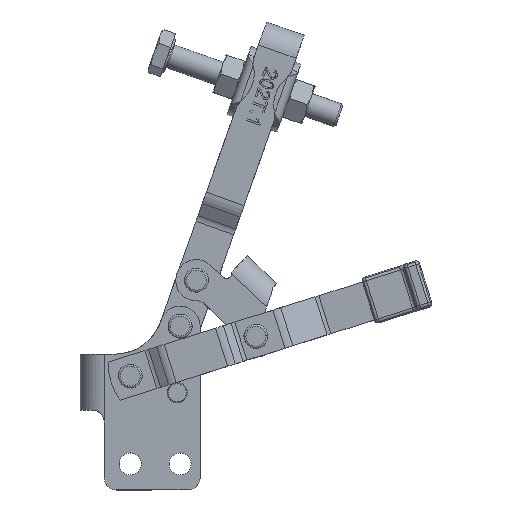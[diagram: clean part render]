
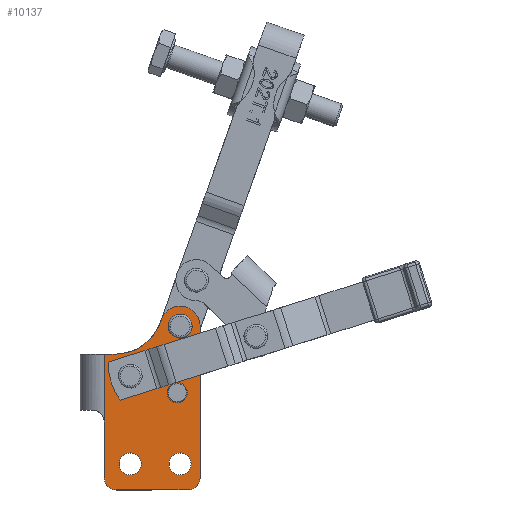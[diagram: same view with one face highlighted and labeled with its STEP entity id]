
A CAD part, top view. The second image highlights one B-rep face of the part: STEP entity #10137.
In plain terms, the highlighted planar face has unit normal (0, 0, 1).
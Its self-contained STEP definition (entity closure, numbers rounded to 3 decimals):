
#1067=CARTESIAN_POINT('',(-8.803,6.297,3.));
#1068=VERTEX_POINT('',#1067);
#1077=CARTESIAN_POINT('',(-3.803,6.297,3.));
#1078=VERTEX_POINT('',#1077);
#1079=CARTESIAN_POINT('',(-6.303,6.297,3.));
#1080=DIRECTION('',(0.0,0.0,-1.0));
#1081=DIRECTION('',(1.0,0.0,0.0));
#1082=AXIS2_PLACEMENT_3D('',#1079,#1080,#1081);
#1083=CIRCLE('',#1082,2.5);
#1084=EDGE_CURVE('',#1078,#1068,#1083,.T.);
#2674=CARTESIAN_POINT('',(-5.596,25.942,3.));
#2675=VERTEX_POINT('',#2674);
#2692=CARTESIAN_POINT('',(-5.596,19.942,3.));
#2693=VERTEX_POINT('',#2692);
#2700=CARTESIAN_POINT('',(-5.596,22.942,3.));
#2701=DIRECTION('',(0.0,0.0,-1.0));
#2702=DIRECTION('',(0.0,1.0,0.0));
#2703=AXIS2_PLACEMENT_3D('',#2700,#2701,#2702);
#2704=CIRCLE('',#2703,3.);
#2705=EDGE_CURVE('',#2675,#2693,#2704,.T.);
#4039=CARTESIAN_POINT('',(-15.346,-11.558,3.));
#4040=VERTEX_POINT('',#4039);
#4056=CARTESIAN_POINT('',(-20.846,-11.558,3.));
#4057=VERTEX_POINT('',#4056);
#4064=CARTESIAN_POINT('',(-18.096,-11.558,3.));
#4065=DIRECTION('',(0.0,0.0,-1.0));
#4066=DIRECTION('',(1.0,0.0,0.0));
#4067=AXIS2_PLACEMENT_3D('',#4064,#4065,#4066);
#4068=CIRCLE('',#4067,2.75);
#4069=EDGE_CURVE('',#4040,#4057,#4068,.T.);
#4165=CARTESIAN_POINT('',(-2.846,-11.558,3.));
#4166=VERTEX_POINT('',#4165);
#4182=CARTESIAN_POINT('',(-8.346,-11.558,3.));
#4183=VERTEX_POINT('',#4182);
#4190=CARTESIAN_POINT('',(-5.596,-11.558,3.));
#4191=DIRECTION('',(0.0,0.0,-1.0));
#4192=DIRECTION('',(1.0,0.0,0.0));
#4193=AXIS2_PLACEMENT_3D('',#4190,#4191,#4192);
#4194=CIRCLE('',#4193,2.75);
#4195=EDGE_CURVE('',#4166,#4183,#4194,.T.);
#4268=CARTESIAN_POINT('',(-1.475,-17.179,3.));
#4269=VERTEX_POINT('',#4268);
#4278=CARTESIAN_POINT('',(-3.596,-18.058,3.));
#4279=VERTEX_POINT('',#4278);
#4280=CARTESIAN_POINT('',(-3.596,-15.058,3.));
#4281=DIRECTION('',(0.0,0.0,-1.));
#4282=DIRECTION('',(0.707,-0.707,0.0));
#4283=AXIS2_PLACEMENT_3D('',#4280,#4281,#4282);
#4284=CIRCLE('',#4283,3.);
#4285=EDGE_CURVE('',#4269,#4279,#4284,.T.);
#4394=CARTESIAN_POINT('',(-23.717,-17.179,3.));
#4395=VERTEX_POINT('',#4394);
#4404=CARTESIAN_POINT('',(-24.596,-15.058,3.));
#4405=VERTEX_POINT('',#4404);
#4406=CARTESIAN_POINT('',(-21.596,-15.058,3.));
#4407=DIRECTION('',(0.0,0.0,-1.));
#4408=DIRECTION('',(-0.707,-0.707,0.0));
#4409=AXIS2_PLACEMENT_3D('',#4406,#4407,#4408);
#4410=CIRCLE('',#4409,3.0);
#4411=EDGE_CURVE('',#4395,#4405,#4410,.T.);
#4659=CARTESIAN_POINT('',(-9.131,26.478,3.0));
#4660=VERTEX_POINT('',#4659);
#4685=CARTESIAN_POINT('',(-10.375,24.413,3.0));
#4686=VERTEX_POINT('',#4685);
#4693=CARTESIAN_POINT('',(-5.596,22.942,3.0));
#4694=DIRECTION('',(0.0,0.0,-1.));
#4695=DIRECTION('',(0.707,0.707,0.0));
#4696=AXIS2_PLACEMENT_3D('',#4693,#4694,#4695);
#4697=CIRCLE('',#4696,5.);
#4698=EDGE_CURVE('',#4686,#4660,#4697,.T.);
#5757=CARTESIAN_POINT('',(-0.596,-15.058,3.));
#5758=VERTEX_POINT('',#5757);
#5781=CARTESIAN_POINT('',(-0.596,22.942,3.));
#5782=VERTEX_POINT('',#5781);
#5789=CARTESIAN_POINT('',(-0.596,-15.058,3.));
#5790=DIRECTION('',(0.0,1.0,0.0));
#5791=VECTOR('',#5790,38.);
#5792=LINE('',#5789,#5791);
#5793=EDGE_CURVE('',#5758,#5782,#5792,.T.);
#5811=CARTESIAN_POINT('',(-24.596,-1.058,3.));
#5812=VERTEX_POINT('',#5811);
#5841=CARTESIAN_POINT('',(-24.596,15.942,3.));
#5842=VERTEX_POINT('',#5841);
#5843=CARTESIAN_POINT('',(-24.596,15.942,3.));
#5844=DIRECTION('',(0.0,-1.0,0.0));
#5845=VECTOR('',#5844,17.);
#5846=LINE('',#5843,#5845);
#5847=EDGE_CURVE('',#5842,#5812,#5846,.T.);
#6004=CARTESIAN_POINT('',(-24.596,-1.058,3.));
#6005=DIRECTION('',(0.0,-1.0,0.0));
#6006=VECTOR('',#6005,14.);
#6007=LINE('',#6004,#6006);
#6008=EDGE_CURVE('',#5812,#4405,#6007,.T.);
#6067=CARTESIAN_POINT('',(-5.596,22.942,3.0));
#6068=DIRECTION('',(0.0,0.0,-1.));
#6069=DIRECTION('',(0.707,0.707,0.0));
#6070=AXIS2_PLACEMENT_3D('',#6067,#6068,#6069);
#6071=CIRCLE('',#6070,5.);
#6072=EDGE_CURVE('',#4660,#5782,#6071,.T.);
#6114=CARTESIAN_POINT('',(-21.844,15.942,3.));
#6115=VERTEX_POINT('',#6114);
#6116=CARTESIAN_POINT('',(-21.844,27.942,3.));
#6117=DIRECTION('',(0.0,0.0,1.0));
#6118=DIRECTION('',(0.0,1.0,0.0));
#6119=AXIS2_PLACEMENT_3D('',#6116,#6117,#6118);
#6120=CIRCLE('',#6119,12.);
#6121=EDGE_CURVE('',#4686,#6115,#6120,.F.);
#6173=CARTESIAN_POINT('',(-21.844,15.942,3.));
#6174=DIRECTION('',(-1.0,0.0,0.0));
#6175=VECTOR('',#6174,2.752);
#6176=LINE('',#6173,#6175);
#6177=EDGE_CURVE('',#6115,#5842,#6176,.T.);
#6246=CARTESIAN_POINT('',(-21.596,-18.058,3.));
#6247=VERTEX_POINT('',#6246);
#6254=CARTESIAN_POINT('',(-21.596,-15.058,3.));
#6255=DIRECTION('',(0.0,0.0,-1.));
#6256=DIRECTION('',(-0.707,-0.707,0.0));
#6257=AXIS2_PLACEMENT_3D('',#6254,#6255,#6256);
#6258=CIRCLE('',#6257,3.0);
#6259=EDGE_CURVE('',#6247,#4395,#6258,.T.);
#6349=CARTESIAN_POINT('',(-21.596,-18.058,3.));
#6350=DIRECTION('',(1.0,0.0,0.0));
#6351=VECTOR('',#6350,18.);
#6352=LINE('',#6349,#6351);
#6353=EDGE_CURVE('',#6247,#4279,#6352,.T.);
#6379=CARTESIAN_POINT('',(-3.596,-15.058,3.));
#6380=DIRECTION('',(0.0,0.0,-1.));
#6381=DIRECTION('',(0.707,-0.707,0.0));
#6382=AXIS2_PLACEMENT_3D('',#6379,#6380,#6381);
#6383=CIRCLE('',#6382,3.);
#6384=EDGE_CURVE('',#5758,#4269,#6383,.T.);
#6461=CARTESIAN_POINT('',(-5.596,-11.558,3.));
#6462=DIRECTION('',(0.0,0.0,-1.0));
#6463=DIRECTION('',(1.0,0.0,0.0));
#6464=AXIS2_PLACEMENT_3D('',#6461,#6462,#6463);
#6465=CIRCLE('',#6464,2.75);
#6466=EDGE_CURVE('',#4183,#4166,#6465,.T.);
#6551=CARTESIAN_POINT('',(-18.096,-11.558,3.));
#6552=DIRECTION('',(0.0,0.0,-1.0));
#6553=DIRECTION('',(1.0,0.0,0.0));
#6554=AXIS2_PLACEMENT_3D('',#6551,#6552,#6553);
#6555=CIRCLE('',#6554,2.75);
#6556=EDGE_CURVE('',#4057,#4040,#6555,.T.);
#10055=CARTESIAN_POINT('',(-15.596,10.942,3.));
#10056=DIRECTION('',(0.0,0.0,1.0));
#10057=DIRECTION('',(1.0,0.0,0.0));
#10058=AXIS2_PLACEMENT_3D('',#10055,#10056,#10057);
#10059=PLANE('',#10058);
#10060=ORIENTED_EDGE('',*,*,#6384,.F.);
#10061=ORIENTED_EDGE('',*,*,#5793,.T.);
#10062=ORIENTED_EDGE('',*,*,#6072,.F.);
#10063=ORIENTED_EDGE('',*,*,#4698,.F.);
#10064=ORIENTED_EDGE('',*,*,#6121,.T.);
#10065=ORIENTED_EDGE('',*,*,#6177,.T.);
#10066=ORIENTED_EDGE('',*,*,#5847,.T.);
#10067=ORIENTED_EDGE('',*,*,#6008,.T.);
#10068=ORIENTED_EDGE('',*,*,#4411,.F.);
#10069=ORIENTED_EDGE('',*,*,#6259,.F.);
#10070=ORIENTED_EDGE('',*,*,#6353,.T.);
#10071=ORIENTED_EDGE('',*,*,#4285,.F.);
#10072=EDGE_LOOP('',(#10060,#10061,#10062,#10063,#10064,#10065,#10066,#10067,#10068,#10069,#10070,#10071));
#10073=FACE_OUTER_BOUND('',#10072,.T.);
#10074=ORIENTED_EDGE('',*,*,#2705,.T.);
#10075=CARTESIAN_POINT('',(-5.596,22.942,3.));
#10076=DIRECTION('',(0.0,0.0,-1.0));
#10077=DIRECTION('',(0.0,1.0,0.0));
#10078=AXIS2_PLACEMENT_3D('',#10075,#10076,#10077);
#10079=CIRCLE('',#10078,3.);
#10080=EDGE_CURVE('',#2693,#2675,#10079,.T.);
#10081=ORIENTED_EDGE('',*,*,#10080,.T.);
#10082=EDGE_LOOP('',(#10074,#10081));
#10083=FACE_BOUND('',#10082,.T.);
#10084=ORIENTED_EDGE('',*,*,#1084,.T.);
#10085=CARTESIAN_POINT('',(-6.303,6.297,3.));
#10086=DIRECTION('',(0.0,0.0,-1.0));
#10087=DIRECTION('',(1.0,0.0,0.0));
#10088=AXIS2_PLACEMENT_3D('',#10085,#10086,#10087);
#10089=CIRCLE('',#10088,2.5);
#10090=EDGE_CURVE('',#1068,#1078,#10089,.T.);
#10091=ORIENTED_EDGE('',*,*,#10090,.T.);
#10092=EDGE_LOOP('',(#10084,#10091));
#10093=FACE_BOUND('',#10092,.T.);
#10094=ORIENTED_EDGE('',*,*,#4195,.T.);
#10095=ORIENTED_EDGE('',*,*,#6466,.T.);
#10096=EDGE_LOOP('',(#10094,#10095));
#10097=FACE_BOUND('',#10096,.T.);
#10098=ORIENTED_EDGE('',*,*,#4069,.T.);
#10099=ORIENTED_EDGE('',*,*,#6556,.T.);
#10100=EDGE_LOOP('',(#10098,#10099));
#10101=FACE_BOUND('',#10100,.T.);
#10102=CARTESIAN_POINT('',(-11.415,7.306,3.));
#10103=VERTEX_POINT('',#10102);
#10104=CARTESIAN_POINT('',(-14.422,16.843,3.));
#10105=VERTEX_POINT('',#10104);
#10106=CARTESIAN_POINT('',(-11.415,7.306,3.));
#10107=DIRECTION('',(-0.301,0.954,0.0));
#10108=VECTOR('',#10107,10.);
#10109=LINE('',#10106,#10108);
#10110=EDGE_CURVE('',#10103,#10105,#10109,.T.);
#10111=ORIENTED_EDGE('',*,*,#10110,.F.);
#10112=CARTESIAN_POINT('',(-20.597,4.411,3.));
#10113=VERTEX_POINT('',#10112);
#10114=CARTESIAN_POINT('',(-11.415,7.306,3.));
#10115=DIRECTION('',(-0.954,-0.301,0.));
#10116=VECTOR('',#10115,9.627);
#10117=LINE('',#10114,#10116);
#10118=EDGE_CURVE('',#10103,#10113,#10117,.T.);
#10119=ORIENTED_EDGE('',*,*,#10118,.T.);
#10120=CARTESIAN_POINT('',(-23.604,13.948,3.));
#10121=VERTEX_POINT('',#10120);
#10122=CARTESIAN_POINT('',(-7.605,13.75,3.0));
#10123=DIRECTION('',(0.,0.,-1.0));
#10124=DIRECTION('',(-1.,0.012,0.));
#10125=AXIS2_PLACEMENT_3D('',#10122,#10123,#10124);
#10126=CIRCLE('',#10125,16.);
#10127=EDGE_CURVE('',#10113,#10121,#10126,.T.);
#10128=ORIENTED_EDGE('',*,*,#10127,.T.);
#10129=CARTESIAN_POINT('',(-23.604,13.948,3.));
#10130=DIRECTION('',(0.954,0.301,0.));
#10131=VECTOR('',#10130,9.627);
#10132=LINE('',#10129,#10131);
#10133=EDGE_CURVE('',#10121,#10105,#10132,.T.);
#10134=ORIENTED_EDGE('',*,*,#10133,.T.);
#10135=EDGE_LOOP('',(#10111,#10119,#10128,#10134));
#10136=FACE_BOUND('',#10135,.T.);
#10137=ADVANCED_FACE('',(#10073,#10083,#10093,#10097,#10101,#10136),#10059,.T.);
